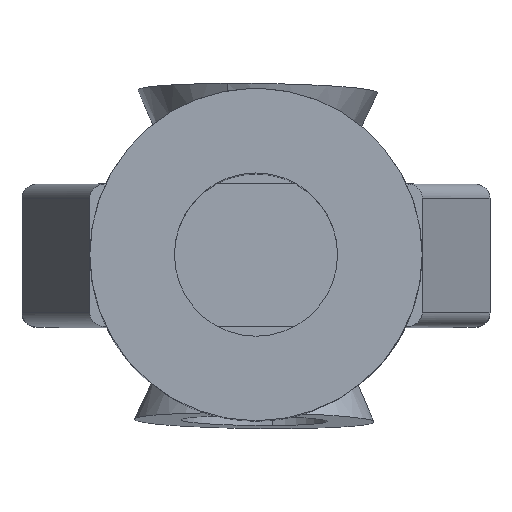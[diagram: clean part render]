
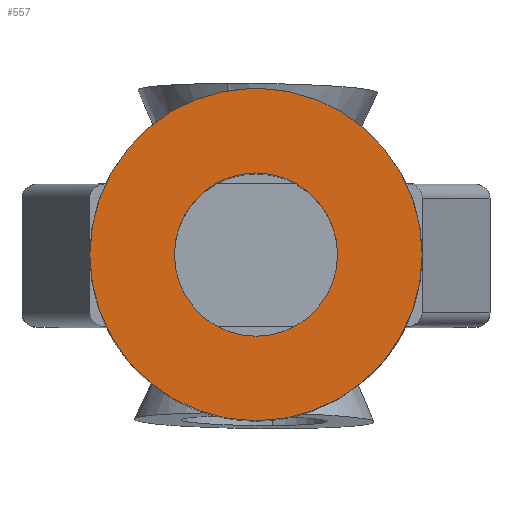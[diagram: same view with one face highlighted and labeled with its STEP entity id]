
A CAD part, top view. The second image highlights one B-rep face of the part: STEP entity #557.
In plain terms, the highlighted planar face has unit normal (0, 0, 1).
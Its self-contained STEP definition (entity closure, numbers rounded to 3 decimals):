
#6 = DIRECTION ( 'NONE',  ( -1., 0., 0. ) ) ;
#8 = CARTESIAN_POINT ( 'NONE',  ( 3.518, 0., 17.094 ) ) ;
#176 = VERTEX_POINT ( 'NONE', #234 ) ;
#184 = CARTESIAN_POINT ( 'NONE',  ( 0.083, 3.517, 17.094 ) ) ;
#205 = EDGE_CURVE ( 'NONE', #1016, #1251, #1561, .T. ) ;
#234 = CARTESIAN_POINT ( 'NONE',  ( -0.083, 3.517, 17.094 ) ) ;
#239 = FACE_OUTER_BOUND ( 'NONE', #1032, .T. ) ;
#244 = DIRECTION ( 'NONE',  ( 0., 0., -1. ) ) ;
#271 = CARTESIAN_POINT ( 'NONE',  ( 0., 0., 17.094 ) ) ;
#353 = CARTESIAN_POINT ( 'NONE',  ( 0., 0., 17.094 ) ) ;
#358 = VECTOR ( 'NONE', #1866, 1000. ) ;
#368 = AXIS2_PLACEMENT_3D ( 'NONE', #1453, #1459, #6 ) ;
#369 = AXIS2_PLACEMENT_3D ( 'NONE', #271, #244, #1716 ) ;
#387 = EDGE_CURVE ( 'NONE', #657, #1569, #1801, .T. ) ;
#408 = CARTESIAN_POINT ( 'NONE',  ( -6.18, 3.517, 17.094 ) ) ;
#451 = LINE ( 'NONE', #408, #358 ) ;
#531 = DIRECTION ( 'NONE',  ( 0., 0., -1. ) ) ;
#539 = CARTESIAN_POINT ( 'NONE',  ( -3.518, 0., 17.094 ) ) ;
#557 = ADVANCED_FACE ( 'NONE', ( #850, #239 ), #1665, .T. ) ;
#584 = DIRECTION ( 'NONE',  ( -1., 0., 0. ) ) ;
#657 = VERTEX_POINT ( 'NONE', #184 ) ;
#704 = CIRCLE ( 'NONE', #1272, 3.518 ) ;
#714 = EDGE_CURVE ( 'NONE', #1705, #176, #704, .T. ) ;
#727 = CIRCLE ( 'NONE', #369, 3.518 ) ;
#737 = CARTESIAN_POINT ( 'NONE',  ( 0., 0., 17.094 ) ) ;
#747 = CARTESIAN_POINT ( 'NONE',  ( -1.727, 0., 17.094 ) ) ;
#831 = ORIENTED_EDGE ( 'NONE', *, *, #205, .T. ) ;
#835 = DIRECTION ( 'NONE',  ( -1., 0., 0. ) ) ;
#850 = FACE_BOUND ( 'NONE', #1207, .T. ) ;
#952 = EDGE_CURVE ( 'NONE', #176, #657, #451, .T. ) ;
#1016 = VERTEX_POINT ( 'NONE', #747 ) ;
#1032 = EDGE_LOOP ( 'NONE', ( #1153, #1278, #1208, #1501 ) ) ;
#1050 = CIRCLE ( 'NONE', #1202, 1.727 ) ;
#1153 = ORIENTED_EDGE ( 'NONE', *, *, #952, .F. ) ;
#1202 = AXIS2_PLACEMENT_3D ( 'NONE', #737, #1460, #584 ) ;
#1207 = EDGE_LOOP ( 'NONE', ( #831, #1364 ) ) ;
#1208 = ORIENTED_EDGE ( 'NONE', *, *, #1750, .F. ) ;
#1251 = VERTEX_POINT ( 'NONE', #1530 ) ;
#1272 = AXIS2_PLACEMENT_3D ( 'NONE', #1671, #531, #835 ) ;
#1278 = ORIENTED_EDGE ( 'NONE', *, *, #714, .F. ) ;
#1358 = DIRECTION ( 'NONE',  ( 1., 0., 0. ) ) ;
#1364 = ORIENTED_EDGE ( 'NONE', *, *, #1547, .T. ) ;
#1379 = AXIS2_PLACEMENT_3D ( 'NONE', #353, #1502, #1358 ) ;
#1428 = CARTESIAN_POINT ( 'NONE',  ( 0., 0., 17.094 ) ) ;
#1453 = CARTESIAN_POINT ( 'NONE',  ( 0., 0., 17.094 ) ) ;
#1459 = DIRECTION ( 'NONE',  ( 0., 0., -1. ) ) ;
#1460 = DIRECTION ( 'NONE',  ( 0., 0., -1. ) ) ;
#1501 = ORIENTED_EDGE ( 'NONE', *, *, #387, .F. ) ;
#1502 = DIRECTION ( 'NONE',  ( 0., 0., 1. ) ) ;
#1530 = CARTESIAN_POINT ( 'NONE',  ( 1.727, 0., 17.094 ) ) ;
#1534 = AXIS2_PLACEMENT_3D ( 'NONE', #1428, #1869, #1564 ) ;
#1547 = EDGE_CURVE ( 'NONE', #1251, #1016, #1050, .T. ) ;
#1561 = CIRCLE ( 'NONE', #1534, 1.727 ) ;
#1564 = DIRECTION ( 'NONE',  ( -1., 0., 0. ) ) ;
#1569 = VERTEX_POINT ( 'NONE', #8 ) ;
#1665 = PLANE ( 'NONE',  #1379 ) ;
#1671 = CARTESIAN_POINT ( 'NONE',  ( 0., 0., 17.094 ) ) ;
#1705 = VERTEX_POINT ( 'NONE', #539 ) ;
#1716 = DIRECTION ( 'NONE',  ( -1., 0., 0. ) ) ;
#1750 = EDGE_CURVE ( 'NONE', #1569, #1705, #727, .T. ) ;
#1801 = CIRCLE ( 'NONE', #368, 3.518 ) ;
#1866 = DIRECTION ( 'NONE',  ( 1., 0., 0. ) ) ;
#1869 = DIRECTION ( 'NONE',  ( 0., 0., -1. ) ) ;
